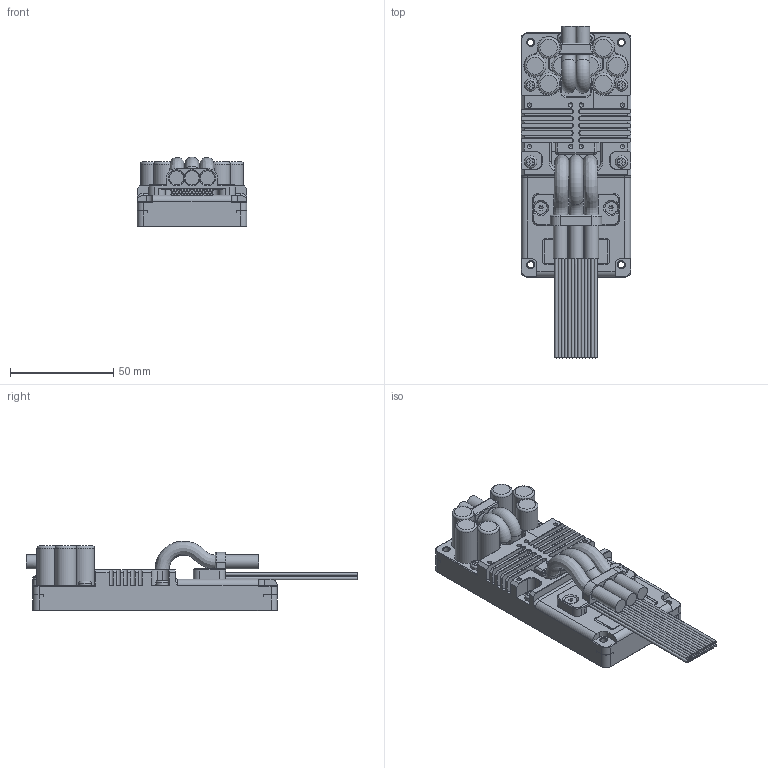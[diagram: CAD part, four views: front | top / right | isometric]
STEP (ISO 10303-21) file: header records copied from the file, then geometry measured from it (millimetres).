
FILE_DESCRIPTION(/* description */ ('chladič horní pro SC, hliník - černý elox '),/* implementation_level */ '2;1');
FILE_NAME(/* name */ 'SC-raptor_controller_varB-rev4.step',/* time_stamp */ '2026-03-05T09:33:54+01:00',/* author */ (''),/* organization */ (''),/* preprocessor_version */ 'ST-DEVELOPER v20.1',/* originating_system */ 'Autodesk Translation Framework v14.24.0.0',/* authorisation */ '');
FILE_SCHEMA (('AUTOMOTIVE_DESIGN { 1 0 10303 214 3 1 1 }'));
Products named in the file (1): SC_raptor_heatsink_top-rev_1
Bounding box: 53 x 160.4 x 33.8 mm (x, y, z)
Volume: 15679.7 mm3; surface area: 61082.8 mm2
Topology: 13 solids, 14 shells, 2795 faces, 7716 edges, 4978 vertices
Faces by surface type: plane 1202, bspline 988, cylinder 391, cone 119, torus 79, sphere 16
Full cylindrical faces by diameter (mm): 1.3 x26, 2.013 x24, 2.075 x18, 2.41 x2, 2.5 x10, 2.7 x2, 2.927 x12, 3 x4, 3.2 x8, 3.4 x2, 4.6 x10, 5 x2, 5.9 x4, 6 x2, 6.8 x8, 10.4 x9
Entity records: 105318 total; most frequent: CARTESIAN_POINT 40196, ORIENTED_EDGE 15394, DIRECTION 10228, EDGE_CURVE 7697, VERTEX_POINT 4977, LINE 4264, VECTOR 4264, AXIS2_PLACEMENT_3D 2982
